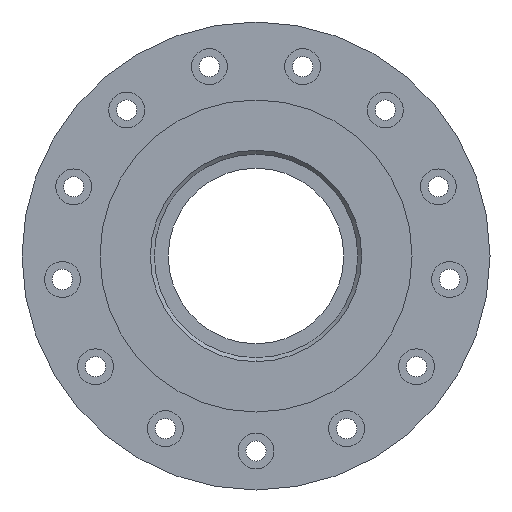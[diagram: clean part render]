
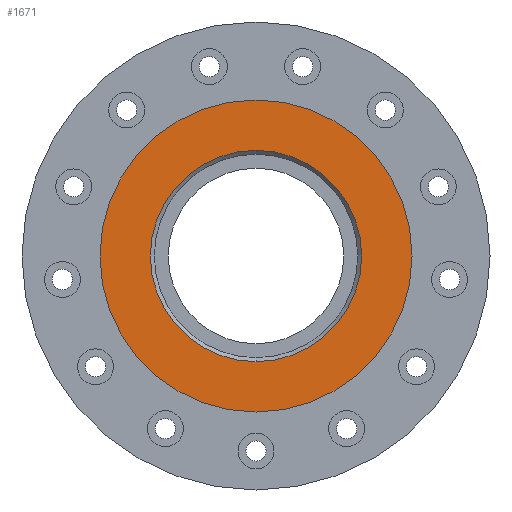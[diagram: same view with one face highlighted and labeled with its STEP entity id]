
A CAD part, front view. The second image highlights one B-rep face of the part: STEP entity #1671.
In plain terms, the highlighted planar face has unit normal (0, -1, 0).
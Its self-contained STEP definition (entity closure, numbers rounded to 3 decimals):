
#125 = DIRECTION ( 'NONE',  ( 0., 0., 1. ) ) ;
#280 = CARTESIAN_POINT ( 'NONE',  ( 0., 0., 0. ) ) ;
#396 = ORIENTED_EDGE ( 'NONE', *, *, #2345, .T. ) ;
#454 = AXIS2_PLACEMENT_3D ( 'NONE', #559, #2180, #3181 ) ;
#537 = CARTESIAN_POINT ( 'NONE',  ( 0., 0., 40. ) ) ;
#559 = CARTESIAN_POINT ( 'NONE',  ( 0., 0., 0. ) ) ;
#601 = DIRECTION ( 'NONE',  ( 0., 0., -1. ) ) ;
#620 = ORIENTED_EDGE ( 'NONE', *, *, #1353, .T. ) ;
#632 = EDGE_CURVE ( 'NONE', #3126, #2390, #2672, .T. ) ;
#661 = FACE_OUTER_BOUND ( 'NONE', #2834, .T. ) ;
#1127 = DIRECTION ( 'NONE',  ( 0., -1., 0. ) ) ;
#1340 = DIRECTION ( 'NONE',  ( 0., -1., 0. ) ) ;
#1353 = EDGE_CURVE ( 'NONE', #2390, #3126, #3369, .T. ) ;
#1361 = CARTESIAN_POINT ( 'NONE',  ( 0., 0., 27.1 ) ) ;
#1602 = EDGE_LOOP ( 'NONE', ( #396, #2019 ) ) ;
#1654 = EDGE_CURVE ( 'NONE', #1916, #1844, #3101, .T. ) ;
#1671 = ADVANCED_FACE ( 'NONE', ( #2245, #661 ), #2759, .F. ) ;
#1680 = CARTESIAN_POINT ( 'NONE',  ( 0., 0., 0. ) ) ;
#1732 = DIRECTION ( 'NONE',  ( 0., 1., 0. ) ) ;
#1844 = VERTEX_POINT ( 'NONE', #2053 ) ;
#1916 = VERTEX_POINT ( 'NONE', #1361 ) ;
#1938 = CARTESIAN_POINT ( 'NONE',  ( 0., 0., 0. ) ) ;
#1954 = DIRECTION ( 'NONE',  ( 0., 0., 1. ) ) ;
#1993 = AXIS2_PLACEMENT_3D ( 'NONE', #1938, #2200, #1954 ) ;
#2019 = ORIENTED_EDGE ( 'NONE', *, *, #1654, .T. ) ;
#2053 = CARTESIAN_POINT ( 'NONE',  ( 0., 0., -27.1 ) ) ;
#2109 = ORIENTED_EDGE ( 'NONE', *, *, #632, .T. ) ;
#2180 = DIRECTION ( 'NONE',  ( 0., 1., 0. ) ) ;
#2200 = DIRECTION ( 'NONE',  ( 0., 1., 0. ) ) ;
#2245 = FACE_BOUND ( 'NONE', #1602, .T. ) ;
#2345 = EDGE_CURVE ( 'NONE', #1844, #1916, #3029, .T. ) ;
#2385 = AXIS2_PLACEMENT_3D ( 'NONE', #2434, #1127, #601 ) ;
#2390 = VERTEX_POINT ( 'NONE', #537 ) ;
#2427 = DIRECTION ( 'NONE',  ( 0., 0., -1. ) ) ;
#2434 = CARTESIAN_POINT ( 'NONE',  ( 0., 0., 0. ) ) ;
#2672 = CIRCLE ( 'NONE', #2385, 40. ) ;
#2759 = PLANE ( 'NONE',  #3326 ) ;
#2834 = EDGE_LOOP ( 'NONE', ( #620, #2109 ) ) ;
#3029 = CIRCLE ( 'NONE', #454, 27.1 ) ;
#3100 = CARTESIAN_POINT ( 'NONE',  ( 0., 0., -40. ) ) ;
#3101 = CIRCLE ( 'NONE', #1993, 27.1 ) ;
#3126 = VERTEX_POINT ( 'NONE', #3100 ) ;
#3181 = DIRECTION ( 'NONE',  ( 0., 0., 1. ) ) ;
#3205 = AXIS2_PLACEMENT_3D ( 'NONE', #280, #1340, #2427 ) ;
#3326 = AXIS2_PLACEMENT_3D ( 'NONE', #1680, #1732, #125 ) ;
#3369 = CIRCLE ( 'NONE', #3205, 40. ) ;
